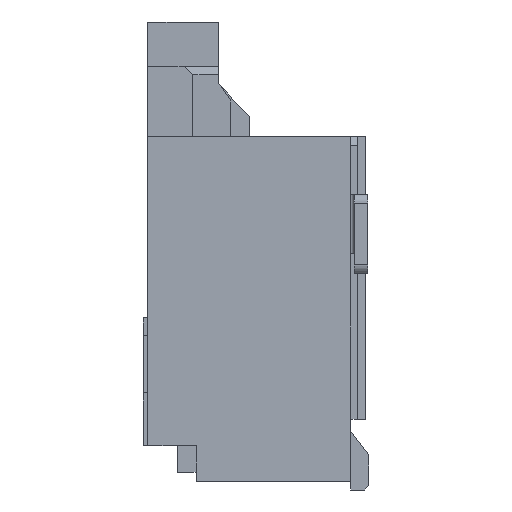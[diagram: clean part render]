
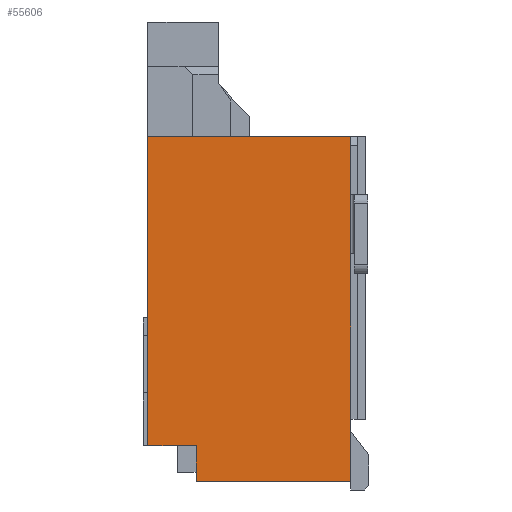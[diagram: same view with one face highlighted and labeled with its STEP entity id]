
A CAD part, left-side view. The second image highlights one B-rep face of the part: STEP entity #55606.
In plain terms, the highlighted planar face has unit normal (-1, 0, 0).
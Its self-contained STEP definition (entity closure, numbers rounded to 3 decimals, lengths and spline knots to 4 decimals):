
#386=DIRECTION('',(0.,-1.,0.));
#387=VECTOR('',#386,2.3);
#388=CARTESIAN_POINT('',(-9.85,1.21,1.95));
#389=LINE('',#388,#387);
#1240=DIRECTION('',(0.,0.,1.));
#1241=VECTOR('',#1240,3.9);
#1242=CARTESIAN_POINT('',(-9.85,-1.09,-1.95));
#1243=LINE('',#1242,#1241);
#8644=DIRECTION('',(0.,-1.,0.));
#8645=VECTOR('',#8644,1.75);
#8646=CARTESIAN_POINT('',(-9.85,0.66,-1.95));
#8647=LINE('',#8646,#8645);
#8652=DIRECTION('',(0.,0.,1.));
#8653=VECTOR('',#8652,0.4);
#8654=CARTESIAN_POINT('',(-9.85,0.66,-1.95));
#8655=LINE('',#8654,#8653);
#8656=DIRECTION('',(0.,-1.,0.));
#8657=VECTOR('',#8656,0.55);
#8658=CARTESIAN_POINT('',(-9.85,1.21,-1.55));
#8659=LINE('',#8658,#8657);
#8660=DIRECTION('',(0.,0.,1.));
#8661=VECTOR('',#8660,3.5);
#8662=CARTESIAN_POINT('',(-9.85,1.21,-1.55));
#8663=LINE('',#8662,#8661);
#34639=CARTESIAN_POINT('',(-9.85,0.66,-1.95));
#34640=CARTESIAN_POINT('',(-9.85,0.66,-1.55));
#34641=VERTEX_POINT('',#34639);
#34642=VERTEX_POINT('',#34640);
#34647=CARTESIAN_POINT('',(-9.85,-1.09,-1.95));
#34648=VERTEX_POINT('',#34647);
#34779=CARTESIAN_POINT('',(-9.85,1.21,-1.55));
#34781=VERTEX_POINT('',#34779);
#34789=CARTESIAN_POINT('',(-9.85,1.21,1.95));
#34790=VERTEX_POINT('',#34789);
#34927=CARTESIAN_POINT('',(-9.85,-1.09,1.95));
#34929=VERTEX_POINT('',#34927);
#55593=CARTESIAN_POINT('',(-9.85,1.26,-1.95));
#55594=DIRECTION('',(-1.,0.,0.));
#55595=DIRECTION('',(0.,-1.,0.));
#55596=AXIS2_PLACEMENT_3D('',#55593,#55594,#55595);
#55597=PLANE('',#55596);
#55598=ORIENTED_EDGE('',*,*,#46840,.F.);
#55599=ORIENTED_EDGE('',*,*,#55575,.F.);
#55600=ORIENTED_EDGE('',*,*,#55535,.T.);
#55601=ORIENTED_EDGE('',*,*,#53080,.F.);
#55602=ORIENTED_EDGE('',*,*,#53552,.T.);
#55603=ORIENTED_EDGE('',*,*,#46033,.T.);
#55604=EDGE_LOOP('',(#55598,#55599,#55600,#55601,#55602,#55603));
#55605=FACE_OUTER_BOUND('',#55604,.F.);
#55606=ADVANCED_FACE('',(#55605),#55597,.T.);
#46033=EDGE_CURVE('',#34790,#34929,#389,.T.);
#46840=EDGE_CURVE('',#34648,#34929,#1243,.T.);
#53080=EDGE_CURVE('',#34781,#34642,#8659,.T.);
#53552=EDGE_CURVE('',#34781,#34790,#8663,.T.);
#55535=EDGE_CURVE('',#34641,#34642,#8655,.T.);
#55575=EDGE_CURVE('',#34641,#34648,#8647,.T.);
